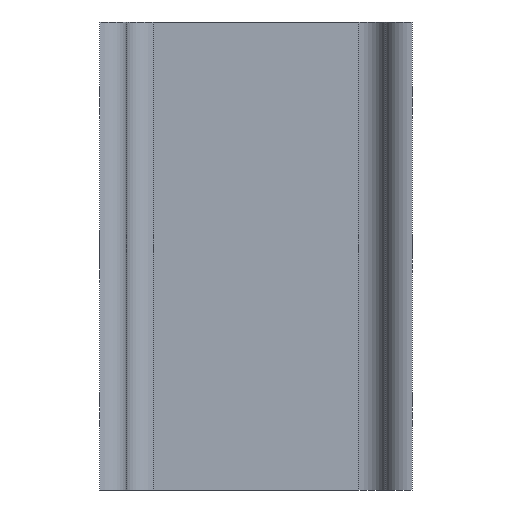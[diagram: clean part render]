
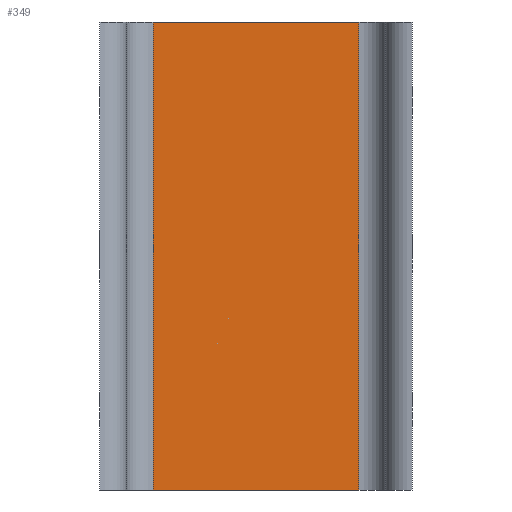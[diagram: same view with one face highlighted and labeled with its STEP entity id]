
A CAD part, left-side view. The second image highlights one B-rep face of the part: STEP entity #349.
In plain terms, the highlighted planar face has unit normal (-1, 0, 0).
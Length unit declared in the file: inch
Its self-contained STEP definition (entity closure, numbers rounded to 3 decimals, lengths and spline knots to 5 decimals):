
#61=FACE_OUTER_BOUND('',#88,.T.);
#88=EDGE_LOOP('',(#266,#267,#268,#269));
#119=LINE('',#573,#147);
#120=LINE('',#575,#148);
#121=LINE('',#577,#149);
#122=LINE('',#578,#150);
#147=VECTOR('',#459,1.32);
#148=VECTOR('',#460,3.);
#149=VECTOR('',#461,1.32);
#150=VECTOR('',#462,3.);
#182=VERTEX_POINT('',#571);
#183=VERTEX_POINT('',#572);
#184=VERTEX_POINT('',#574);
#185=VERTEX_POINT('',#576);
#216=EDGE_CURVE('',#182,#183,#119,.F.);
#217=EDGE_CURVE('',#182,#184,#120,.T.);
#218=EDGE_CURVE('',#184,#185,#121,.T.);
#219=EDGE_CURVE('',#185,#183,#122,.F.);
#266=ORIENTED_EDGE('',*,*,#216,.F.);
#267=ORIENTED_EDGE('',*,*,#217,.T.);
#268=ORIENTED_EDGE('',*,*,#218,.T.);
#269=ORIENTED_EDGE('',*,*,#219,.T.);
#341=PLANE('',#390);
#349=ADVANCED_FACE('',(#61),#341,.F.);
#390=AXIS2_PLACEMENT_3D('',#570,#457,#458);
#457=DIRECTION('center_axis',(1.,0.,0.));
#458=DIRECTION('ref_axis',(0.,0.,-1.));
#459=DIRECTION('',(0.,1.,0.));
#460=DIRECTION('',(0.,0.,-1.));
#461=DIRECTION('',(0.,-1.,0.));
#462=DIRECTION('',(0.,0.,-1.));
#570=CARTESIAN_POINT('Origin',(-2.92,-3.79498,1.5));
#571=CARTESIAN_POINT('',(-2.92,-2.30498,1.5));
#572=CARTESIAN_POINT('',(-2.92,-3.62498,1.5));
#573=CARTESIAN_POINT('',(-2.92,-2.76433,1.5));
#574=CARTESIAN_POINT('',(-2.92,-2.30498,-1.5));
#575=CARTESIAN_POINT('',(-2.92,-2.30498,1.5));
#576=CARTESIAN_POINT('',(-2.92,-3.62498,-1.5));
#577=CARTESIAN_POINT('',(-2.92,-2.30498,-1.5));
#578=CARTESIAN_POINT('',(-2.92,-3.62498,1.5));
